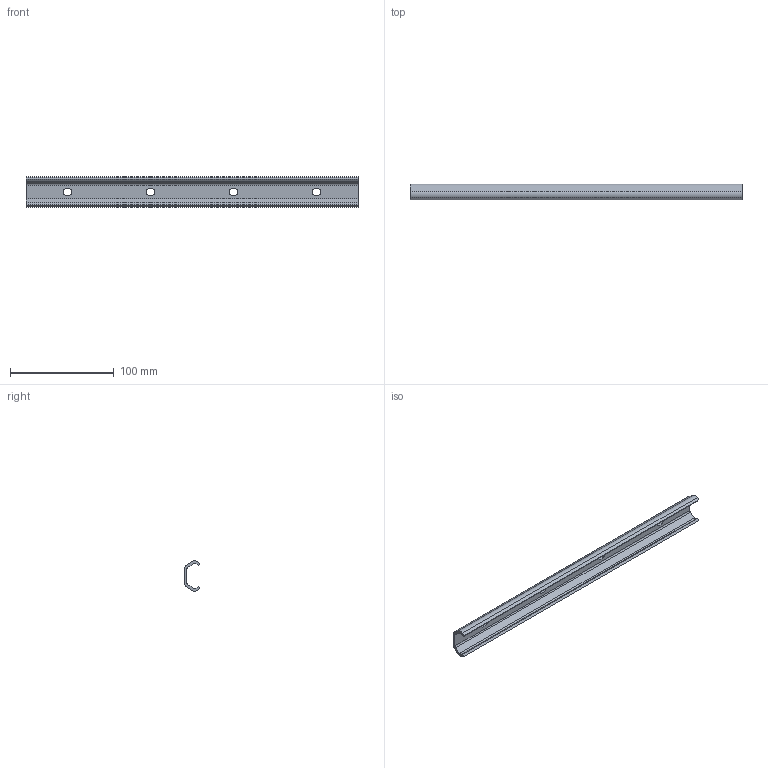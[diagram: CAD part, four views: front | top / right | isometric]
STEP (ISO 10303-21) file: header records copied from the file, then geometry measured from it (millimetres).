
FILE_DESCRIPTION((''),'2;1');
FILE_NAME('# S-LBX 30-0320 (OM).stp','2021-07-27T11:37:15',('USpaeth'),(''),'Autodesk Inventor 2012','Autodesk Inventor 2012','');
FILE_SCHEMA(('AUTOMOTIVE_DESIGN { 1 0 10303 214 1 1 1 1 }'));
Length unit declared in the file: millimetre
Products named in the file (1): # S-LBX 30-0320 (OM)
Bounding box: 320 x 15 x 29.47 mm (x, y, z)
Volume: 36609.6 mm3; surface area: 31353.3 mm2
Topology: 1 solids, 1 shells, 38 faces, 108 edges, 72 vertices
Faces by surface type: plane 22, cylinder 16
Entity records: 1286 total; most frequent: CARTESIAN_POINT 219, DIRECTION 218, ORIENTED_EDGE 216, EDGE_CURVE 108, VECTOR 76, LINE 76, VERTEX_POINT 72, AXIS2_PLACEMENT_3D 71
